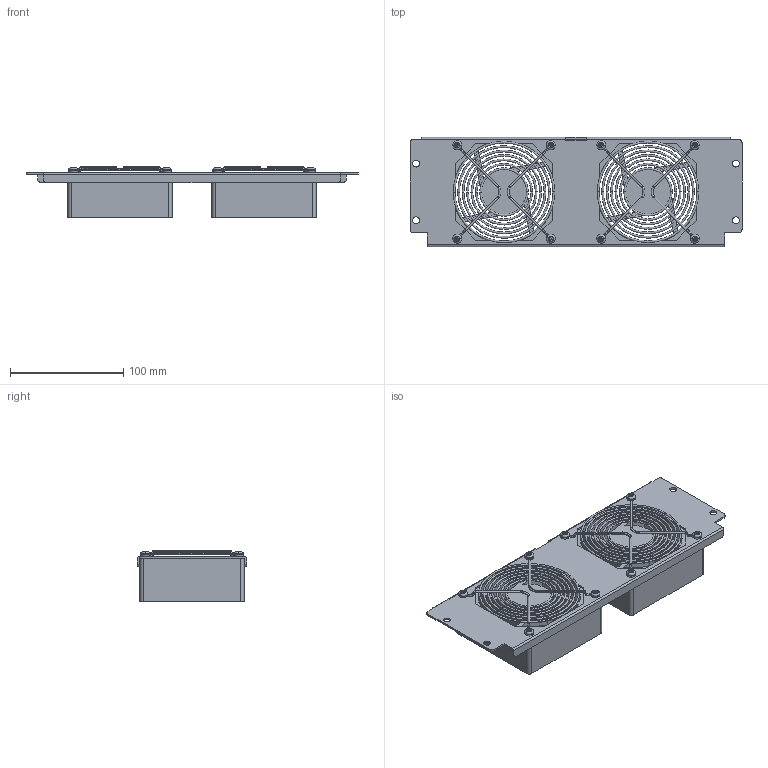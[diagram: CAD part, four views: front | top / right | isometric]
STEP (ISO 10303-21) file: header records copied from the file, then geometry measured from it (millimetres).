
FILE_DESCRIPTION (( 'STEP AP214' ), '1' );
FILE_NAME ('GS4-FAN-DM.STEP', '2017-10-16T19:20:40', ( '' ), ( '' ), 'SwSTEP 2.0', 'SolidWorks 2016', '' );
FILE_SCHEMA (( 'AUTOMOTIVE_DESIGN' ));
Length unit declared in the file: inch
Products named in the file (5): GS4-FAN-DM-3D A grill; GS4-FAN-DM-3D A flat flange only; GS4-FAN-DM; GS4-FAN-DM-3D A Bolt; GS4-FAN-DM-3D A Fan block only
Assembly tree (13 placements, depth 2):
  GS4-FAN-DM
    GS4-FAN-DM-3D A flat flange only
    GS4-FAN-DM-3D A grill  x2
    GS4-FAN-DM-3D A Fan block only  x2
    GS4-FAN-DM-3D A Bolt  x8
Bounding box: 292.8 x 96.2 x 44.83 mm (x, y, z)
Volume: 328143.2 mm3; surface area: 153284.3 mm2
Topology: 41 solids, 41 shells, 615 faces, 1485 edges, 930 vertices
Faces by surface type: plane 218, bspline 192, cylinder 133, torus 72
Entity records: 12713 total; most frequent: CARTESIAN_POINT 6203, ORIENTED_EDGE 1316, DIRECTION 1224, EDGE_CURVE 658, AXIS2_PLACEMENT_3D 483, VERTEX_POINT 410, EDGE_LOOP 308, CIRCLE 288
